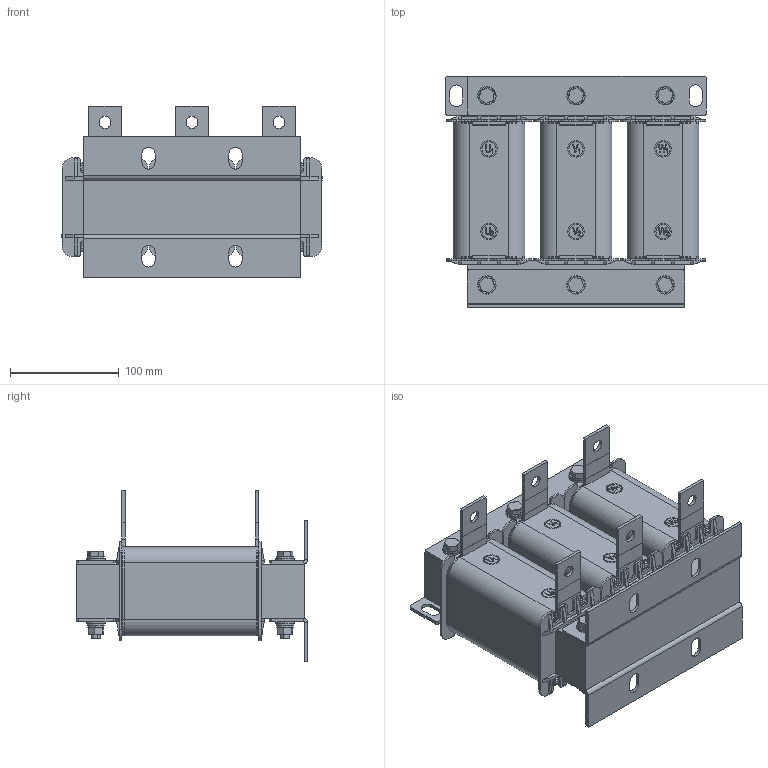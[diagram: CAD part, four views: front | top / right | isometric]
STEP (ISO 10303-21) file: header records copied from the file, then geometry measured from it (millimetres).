
FILE_DESCRIPTION (( 'STEP AP214' ), '1' );
FILE_NAME ('3D ������ ���-120-�.STEP', '2021-01-11T15:21:16', ( '' ), ( '' ), 'SwSTEP 2.0', 'SolidWorks 2015', '' );
FILE_SCHEMA (( 'AUTOMOTIVE_DESIGN' ));
Length unit declared in the file: millimetre
Products named in the file (19): 姞忏瑾燺00; 頃ｪｫ･ｩｪ_U2_00; 頃ｪｫ･ｩｪ_W1_00; ƒ ©ª  Œ8 DIN 934_?ÿcòÿ ?8 DIN 934; 頃ｪｫ･ｩｪ_V1_00; 埀镡_00; 頃ｪｫ･ｩｪ_U1_00; 則爨･遲ｨｪ_00; 頃ｪｫ･ｩｪ_W2_00; 3D ������ ���-120-�; ˜ ©¡  8 DIN 125_?ÿcöÿ 8 DIN 125; 彨犪猕瓲_00; ‚¨­â Œ8å75_00; ˜ ©¡  ¯àã¦¨­­ ï 8 DIN 127_?ÿcöÿ ô £³ð--ÿ¯ 8 DIN 127; 頃ｪｫ･ｩｪ_V2_00; ˜ ©¡  ¯« áâ¨ª®¢ ï_00; 癌ｮｭ鞣･ｩｭ 罐ｫｮ｢ｮｩ_00; 刈粤隱 ｢ 癸ｮ爭_00; 瑷瓲_00
Assembly tree (62 placements, depth 3):
  3D ������ ���-120-�
    則爨･遲ｨｪ_00
    刈粤隱 ｢ 癸ｮ爭_00  x3
      姞忏瑾燺00
      埀镡_00
      瑷瓲_00
    癌ｮｭ鞣･ｩｭ 罐ｫｮ｢ｮｩ_00  x2
    ˜ ©¡  ¯« áâ¨ª®¢ ï_00  x13
    ‚¨­â Œ8å75_00  x6
    彨犪猕瓲_00  x2
    ˜ ©¡  8 DIN 125_?ÿcöÿ 8 DIN 125  x12
    ˜ ©¡  ¯àã¦¨­­ ï 8 DIN 127_?ÿcöÿ ô £³ð--ÿ¯ 8 DIN 127  x6
    ƒ ©ª  Œ8 DIN 934_?ÿcòÿ ?8 DIN 934  x6
    頃ｪｫ･ｩｪ_U1_00
    頃ｪｫ･ｩｪ_U2_00
    頃ｪｫ･ｩｪ_V1_00
    頃ｪｫ･ｩｪ_V2_00
    頃ｪｫ･ｩｪ_W1_00
    頃ｪｫ･ｩｪ_W2_00
Bounding box: 240 x 213 x 158 mm (x, y, z)
Volume: 3026235.3 mm3; surface area: 594906.7 mm2
Topology: 99 solids, 99 shells, 2297 faces, 5375 edges, 3306 vertices
Faces by surface type: plane 1071, cylinder 828, torus 252, cone 96, bspline 50
Entity records: 28637 total; most frequent: CARTESIAN_POINT 6643, DIRECTION 3547, ORIENTED_EDGE 3374, EDGE_CURVE 1687, AXIS2_PLACEMENT_3D 1278, VERTEX_POINT 1046, VECTOR 991, LINE 991
